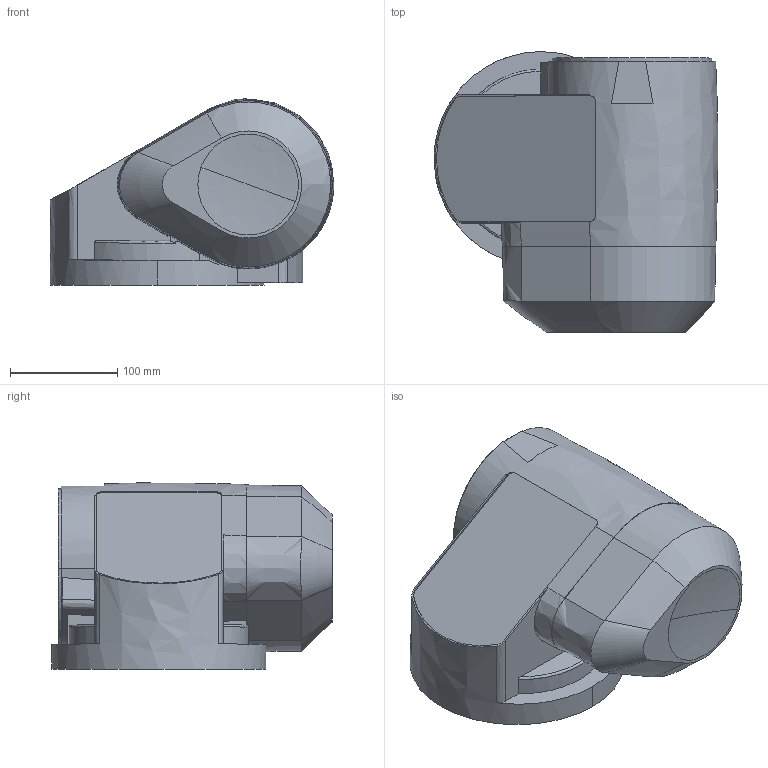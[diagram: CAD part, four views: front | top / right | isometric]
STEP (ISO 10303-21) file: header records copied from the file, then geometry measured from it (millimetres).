
FILE_DESCRIPTION (( 'STEP AP214' ), '1' );
FILE_NAME ('rv-6sdl_Shoulder.STEP', '2021-06-29T17:00:59', ( '' ), ( '' ), 'SwSTEP 2.0', 'SolidWorks 2018', '' );
FILE_SCHEMA (( 'AUTOMOTIVE_DESIGN' ));
Length unit declared in the file: millimetre
Products named in the file (4): RV-6S_SHOULDER^Shoulder_rv-6sl_arm; RV-6S_SHOULDER_COVER^Shoulder_rv-6sl_arm; rv-6sdl_Shoulder; Shoulder^rv-6sl_arm
Assembly tree (3 placements, depth 3):
  rv-6sdl_Shoulder
    Shoulder^rv-6sl_arm
      RV-6S_SHOULDER^Shoulder_rv-6sl_arm
      RV-6S_SHOULDER_COVER^Shoulder_rv-6sl_arm
Bounding box: 265.07 x 262 x 173.96 mm (x, y, z)
Volume: 7156618.9 mm3; surface area: 276680.1 mm2
Topology: 2 solids, 2 shells, 69 faces, 191 edges, 126 vertices
Faces by surface type: bspline 69
Entity records: 4420 total; most frequent: CARTESIAN_POINT 2840, ORIENTED_EDGE 378, DIRECTION 194, EDGE_CURVE 189, VERTEX_POINT 126, LINE 82, VECTOR 82, EDGE_LOOP 71
